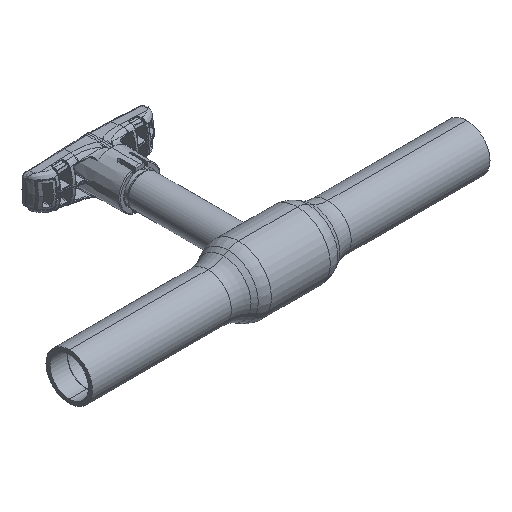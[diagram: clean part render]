
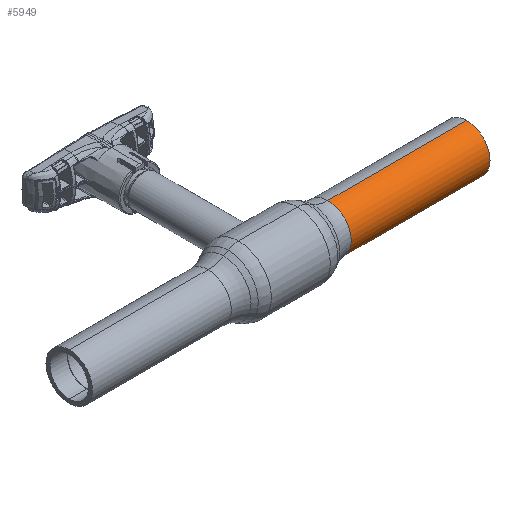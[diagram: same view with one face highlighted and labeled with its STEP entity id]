
A CAD part, isometric view. The second image highlights one B-rep face of the part: STEP entity #5949.
In plain terms, the highlighted cylindrical face has radius 13.45 mm (diameter 26.9 mm), a partial arc.
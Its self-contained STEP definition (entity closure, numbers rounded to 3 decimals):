
#243 = DIRECTION ( 'NONE',  ( -1., 0., 0. ) ) ;
#321 = EDGE_CURVE ( 'NONE', #25430, #12067, #20799, .T. ) ;
#5949 = ADVANCED_FACE ( 'NONE', ( #28342 ), #41088, .T. ) ;
#7527 = VERTEX_POINT ( 'NONE', #51559 ) ;
#7819 = DIRECTION ( 'NONE',  ( 0., 0., 1. ) ) ;
#8092 = DIRECTION ( 'NONE',  ( -1., 0., 0. ) ) ;
#8222 = ORIENTED_EDGE ( 'NONE', *, *, #321, .F. ) ;
#10764 = CARTESIAN_POINT ( 'NONE',  ( 115., 0., -13.45 ) ) ;
#11053 = CARTESIAN_POINT ( 'NONE',  ( 115., 0., 0. ) ) ;
#12067 = VERTEX_POINT ( 'NONE', #10764 ) ;
#13629 = EDGE_CURVE ( 'NONE', #25430, #7527, #29865, .T. ) ;
#19327 = DIRECTION ( 'NONE',  ( 0., 0., -1. ) ) ;
#20799 = CIRCLE ( 'NONE', #44529, 13.45 ) ;
#20957 = CARTESIAN_POINT ( 'NONE',  ( -62.69, 0., 0. ) ) ;
#23516 = DIRECTION ( 'NONE',  ( 1., 0., 0. ) ) ;
#25430 = VERTEX_POINT ( 'NONE', #37600 ) ;
#26288 = AXIS2_PLACEMENT_3D ( 'NONE', #44439, #8092, #7819 ) ;
#27117 = CIRCLE ( 'NONE', #26288, 13.45 ) ;
#28342 = FACE_OUTER_BOUND ( 'NONE', #45346, .T. ) ;
#29865 = LINE ( 'NONE', #34423, #41900 ) ;
#30162 = VERTEX_POINT ( 'NONE', #44422 ) ;
#31055 = CARTESIAN_POINT ( 'NONE',  ( -62.69, 0., -13.45 ) ) ;
#33119 = DIRECTION ( 'NONE',  ( 0., 0., 1. ) ) ;
#34423 = CARTESIAN_POINT ( 'NONE',  ( -62.69, 0., 13.45 ) ) ;
#36520 = ORIENTED_EDGE ( 'NONE', *, *, #13629, .T. ) ;
#36680 = EDGE_CURVE ( 'NONE', #12067, #30162, #47269, .T. ) ;
#36848 = ORIENTED_EDGE ( 'NONE', *, *, #46296, .F. ) ;
#37600 = CARTESIAN_POINT ( 'NONE',  ( 115., 0., 13.45 ) ) ;
#40434 = ORIENTED_EDGE ( 'NONE', *, *, #36680, .F. ) ;
#41088 = CYLINDRICAL_SURFACE ( 'NONE', #43542, 13.45 ) ;
#41900 = VECTOR ( 'NONE', #49571, 1000. ) ;
#41959 = DIRECTION ( 'NONE',  ( -1., 0., 0. ) ) ;
#43542 = AXIS2_PLACEMENT_3D ( 'NONE', #20957, #243, #33119 ) ;
#44422 = CARTESIAN_POINT ( 'NONE',  ( 34.686, 0., -13.45 ) ) ;
#44439 = CARTESIAN_POINT ( 'NONE',  ( 34.686, 0., 0. ) ) ;
#44529 = AXIS2_PLACEMENT_3D ( 'NONE', #11053, #23516, #19327 ) ;
#45346 = EDGE_LOOP ( 'NONE', ( #40434, #8222, #36520, #36848 ) ) ;
#46296 = EDGE_CURVE ( 'NONE', #30162, #7527, #27117, .T. ) ;
#47269 = LINE ( 'NONE', #31055, #48857 ) ;
#48857 = VECTOR ( 'NONE', #41959, 1000. ) ;
#49571 = DIRECTION ( 'NONE',  ( -1., 0., 0. ) ) ;
#51559 = CARTESIAN_POINT ( 'NONE',  ( 34.686, 0., 13.45 ) ) ;
